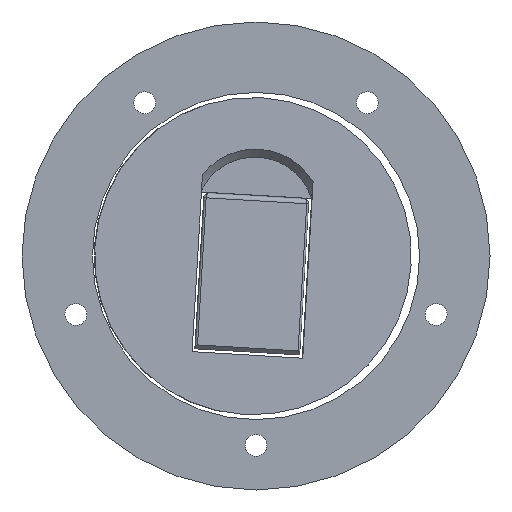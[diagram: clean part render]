
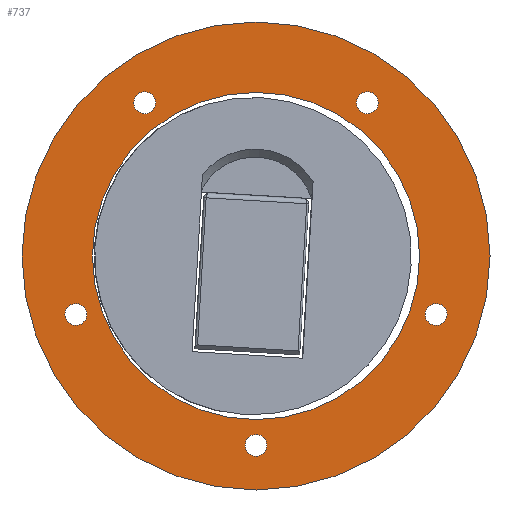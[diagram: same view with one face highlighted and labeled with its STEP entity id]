
A CAD part, front view. The second image highlights one B-rep face of the part: STEP entity #737.
In plain terms, the highlighted planar face has unit normal (0, -1, 0).
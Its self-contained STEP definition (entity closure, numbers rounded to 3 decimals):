
#166=FACE_BOUND('',#232,.T.);
#167=FACE_BOUND('',#233,.T.);
#168=FACE_BOUND('',#234,.T.);
#169=FACE_BOUND('',#235,.T.);
#170=FACE_BOUND('',#236,.T.);
#171=FACE_BOUND('',#237,.T.);
#186=FACE_OUTER_BOUND('',#231,.T.);
#231=EDGE_LOOP('',(#499));
#232=EDGE_LOOP('',(#500));
#233=EDGE_LOOP('',(#501));
#234=EDGE_LOOP('',(#502));
#235=EDGE_LOOP('',(#503));
#236=EDGE_LOOP('',(#504));
#237=EDGE_LOOP('',(#505));
#293=CIRCLE('',#811,2.75);
#294=CIRCLE('',#813,59.);
#295=CIRCLE('',#814,2.75);
#296=CIRCLE('',#815,2.75);
#297=CIRCLE('',#816,2.75);
#298=CIRCLE('',#817,2.75);
#299=CIRCLE('',#818,41.25);
#326=VERTEX_POINT('',#1131);
#327=VERTEX_POINT('',#1135);
#328=VERTEX_POINT('',#1137);
#329=VERTEX_POINT('',#1139);
#330=VERTEX_POINT('',#1141);
#331=VERTEX_POINT('',#1143);
#332=VERTEX_POINT('',#1145);
#394=EDGE_CURVE('',#326,#326,#293,.T.);
#396=EDGE_CURVE('',#327,#327,#294,.T.);
#397=EDGE_CURVE('',#328,#328,#295,.T.);
#398=EDGE_CURVE('',#329,#329,#296,.T.);
#399=EDGE_CURVE('',#330,#330,#297,.T.);
#400=EDGE_CURVE('',#331,#331,#298,.T.);
#401=EDGE_CURVE('',#332,#332,#299,.T.);
#499=ORIENTED_EDGE('',*,*,#396,.T.);
#500=ORIENTED_EDGE('',*,*,#397,.T.);
#501=ORIENTED_EDGE('',*,*,#398,.T.);
#502=ORIENTED_EDGE('',*,*,#399,.T.);
#503=ORIENTED_EDGE('',*,*,#400,.T.);
#504=ORIENTED_EDGE('',*,*,#394,.T.);
#505=ORIENTED_EDGE('',*,*,#401,.T.);
#696=PLANE('',#812);
#737=ADVANCED_FACE('',(#186,#166,#167,#168,#169,#170,#171),#696,.F.);
#811=AXIS2_PLACEMENT_3D('',#1132,#907,#908);
#812=AXIS2_PLACEMENT_3D('',#1134,#910,#911);
#813=AXIS2_PLACEMENT_3D('',#1136,#912,#913);
#814=AXIS2_PLACEMENT_3D('',#1138,#914,#915);
#815=AXIS2_PLACEMENT_3D('',#1140,#916,#917);
#816=AXIS2_PLACEMENT_3D('',#1142,#918,#919);
#817=AXIS2_PLACEMENT_3D('',#1144,#920,#921);
#818=AXIS2_PLACEMENT_3D('',#1146,#922,#923);
#907=DIRECTION('center_axis',(0.,1.,0.));
#908=DIRECTION('ref_axis',(-1.,0.,0.));
#910=DIRECTION('center_axis',(0.,1.,0.));
#911=DIRECTION('ref_axis',(0.,0.,1.));
#912=DIRECTION('center_axis',(0.,-1.,0.));
#913=DIRECTION('ref_axis',(-1.,0.,0.));
#914=DIRECTION('center_axis',(0.,1.,0.));
#915=DIRECTION('ref_axis',(0.309,0.,0.951));
#916=DIRECTION('center_axis',(0.,1.,0.));
#917=DIRECTION('ref_axis',(-0.809,0.,0.588));
#918=DIRECTION('center_axis',(0.,1.,0.));
#919=DIRECTION('ref_axis',(-0.809,0.,-0.588));
#920=DIRECTION('center_axis',(0.,1.,0.));
#921=DIRECTION('ref_axis',(0.309,0.,-0.951));
#922=DIRECTION('center_axis',(0.,1.,0.));
#923=DIRECTION('ref_axis',(1.,0.,0.));
#1131=CARTESIAN_POINT('',(-2.75,0.,-47.75));
#1132=CARTESIAN_POINT('Origin',(0.,0.,
-47.75));
#1134=CARTESIAN_POINT('Origin',(0.,0.,0.));
#1135=CARTESIAN_POINT('',(-59.,0.,0.));
#1136=CARTESIAN_POINT('Origin',(0.,0.,0.));
#1137=CARTESIAN_POINT('',(44.563,0.,-17.371));
#1138=CARTESIAN_POINT('Origin',(45.413,0.,-14.756));
#1139=CARTESIAN_POINT('',(30.292,0.,37.014));
#1140=CARTESIAN_POINT('Origin',(28.067,0.,38.631));
#1141=CARTESIAN_POINT('',(-25.842,0.,40.247));
#1142=CARTESIAN_POINT('Origin',(-28.067,0.,38.631));
#1143=CARTESIAN_POINT('',(-46.263,0.,-12.14));
#1144=CARTESIAN_POINT('Origin',(-45.413,0.,-14.756));
#1145=CARTESIAN_POINT('',(-41.25,0.,0.));
#1146=CARTESIAN_POINT('Origin',(0.,0.,0.));
